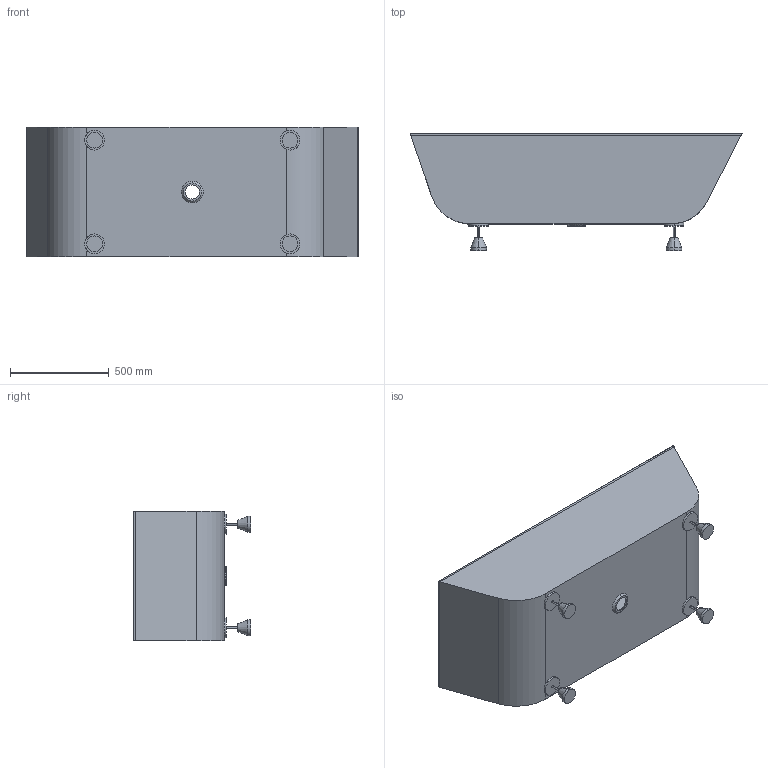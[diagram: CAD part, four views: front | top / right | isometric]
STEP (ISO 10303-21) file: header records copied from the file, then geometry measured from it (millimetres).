
FILE_DESCRIPTION (( 'STEP AP214' ), '1' );
FILE_NAME ('Z822G.STEP', '2019-02-11T10:14:44', ( 'Admin' ), ( '' ), 'SwSTEP 2.0', 'SolidWorks 2019', '' );
FILE_SCHEMA (( 'AUTOMOTIVE_DESIGN' ));
Length unit declared in the file: millimetre
Products named in the file (1): Z822G
Bounding box: 1681.81 x 595 x 655 mm (x, y, z)
Volume: 29244334.5 mm3; surface area: 5842653.8 mm2
Topology: 2 solids, 2 shells, 78 faces, 180 edges, 116 vertices
Faces by surface type: plane 34, cylinder 32, cone 12
Entity records: 2491 total; most frequent: CARTESIAN_POINT 607, DIRECTION 406, ORIENTED_EDGE 360, EDGE_CURVE 180, AXIS2_PLACEMENT_3D 155, VERTEX_POINT 116, VECTOR 96, LINE 96
